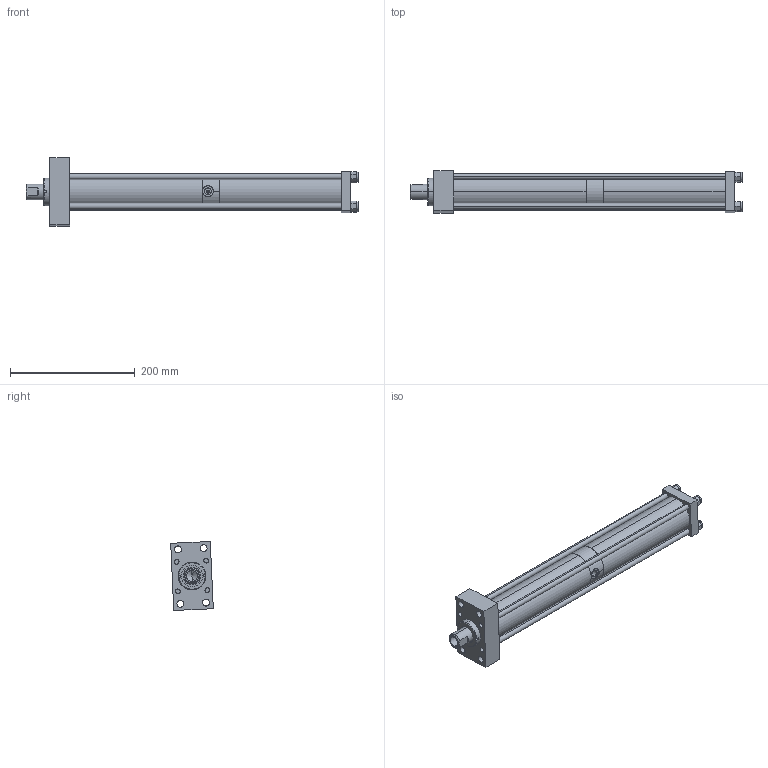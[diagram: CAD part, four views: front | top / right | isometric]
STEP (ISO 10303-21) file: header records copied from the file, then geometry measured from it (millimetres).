
FILE_DESCRIPTION (( 'STEP AP203' ), '1' );
FILE_NAME ('HZ-1-.75-FH.STEP', '2016-04-19T20:36:37', ( 'myvpn' ), ( '' ), 'SwSTEP 2.0', 'SolidWorks 2014', '' );
FILE_SCHEMA (( 'CONFIG_CONTROL_DESIGN' ));
Length unit declared in the file: inch
Products named in the file (10): E0104; HZ0110; HZ0114_.75; HZ-1-.75-FH; NLN .375; E0117; HZ0118_.75; HZ0101_1.00; F0103; HZ0105_.75
Assembly tree (15 placements, depth 2):
  HZ-1-.75-FH
    HZ0101_1.00
    HZ0110
    HZ0105_.75
    HZ0114_.75
    E0104
    F0103
    HZ0118_.75  x4
    E0117
    NLN .375  x4
Bounding box: 532.92 x 68.32 x 110.66 mm (x, y, z)
Volume: 773781.6 mm3; surface area: 301050.3 mm2
Topology: 15 solids, 15 shells, 331 faces, 736 edges, 472 vertices
Faces by surface type: cylinder 160, plane 117, cone 54
Entity records: 9214 total; most frequent: CARTESIAN_POINT 1839, DIRECTION 1406, ORIENTED_EDGE 1164, EDGE_CURVE 582, AXIS2_PLACEMENT_3D 581, VERTEX_POINT 376, EDGE_LOOP 338, CIRCLE 304
